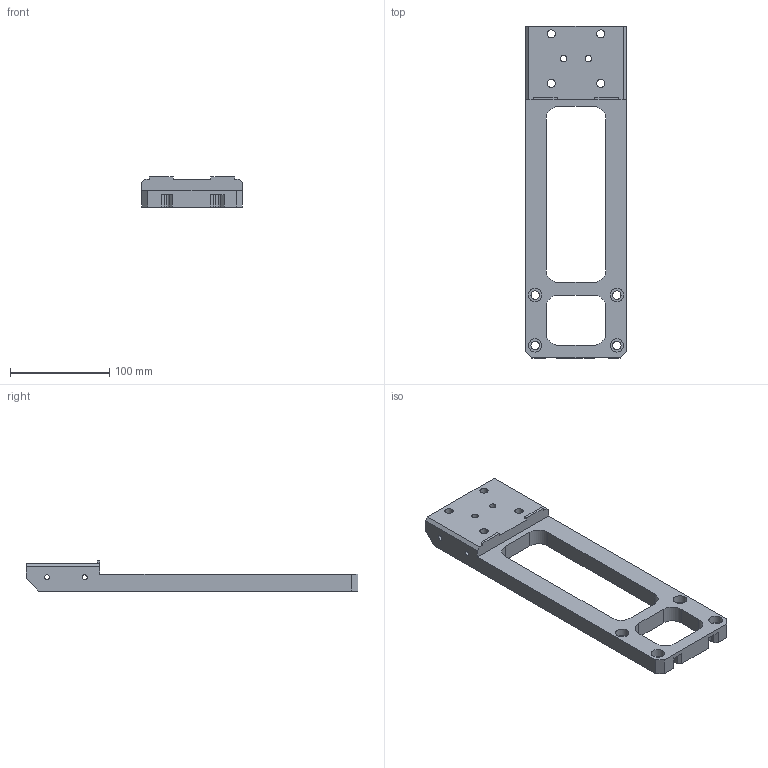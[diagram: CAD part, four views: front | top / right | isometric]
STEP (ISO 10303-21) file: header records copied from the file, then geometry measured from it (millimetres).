
FILE_DESCRIPTION(/* description */ ('NP2 STAGE TO FRAME CONNECTOR'),/* implementation_level */ '2;1');
FILE_NAME(/* name */ 'J009954 NP2 STAGE TO FRAME CONNECTOR Rev -.stp',/* time_stamp */ '2021-08-01T15:43:30-04:00',/* author */ ('arnoldj'),/* organization */ (''),/* preprocessor_version */ 'ST-DEVELOPER v18',/* originating_system */ 'Autodesk Inventor 2020',/* authorisation */ '');
FILE_SCHEMA (('AUTOMOTIVE_DESIGN { 1 0 10303 214 3 1 1 }'));
Length unit declared in the file: inch
Products named in the file (1): J009954
Bounding box: 101.6 x 335.14 x 30.48 mm (x, y, z)
Volume: 311865.4 mm3; surface area: 76159 mm2
Topology: 1 solids, 1 shells, 84 faces, 263 edges, 202 vertices
Faces by surface type: plane 50, cylinder 32, cone 2
Full cylindrical faces by diameter (mm): 4.978 x4, 6.604 x2, 8.204 x4, 8.433 x4, 13.487 x4
Entity records: 3019 total; most frequent: CARTESIAN_POINT 533, DIRECTION 496, ORIENTED_EDGE 492, EDGE_CURVE 246, VERTEX_POINT 168, LINE 166, VECTOR 166, AXIS2_PLACEMENT_3D 165
